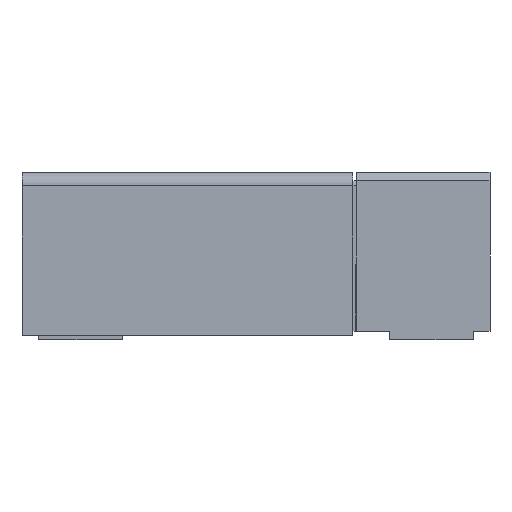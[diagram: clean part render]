
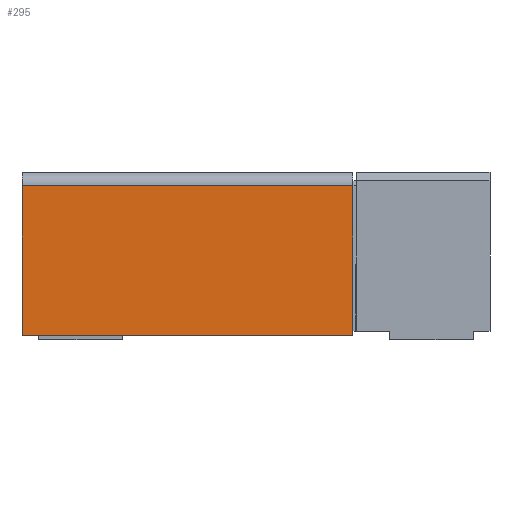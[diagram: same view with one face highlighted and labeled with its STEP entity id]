
A CAD part, left-side view. The second image highlights one B-rep face of the part: STEP entity #295.
In plain terms, the highlighted planar face has unit normal (-1, 0, 0).
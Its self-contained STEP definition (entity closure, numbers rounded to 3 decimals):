
#295 = ADVANCED_FACE( '', ( #683 ), #684, .T. );
#683 = FACE_OUTER_BOUND( '', #1191, .T. );
#684 = PLANE( '', #1192 );
#1191 = EDGE_LOOP( '', ( #2013, #2014, #2015, #2016 ) );
#1192 = AXIS2_PLACEMENT_3D( '', #2017, #2018, #2019 );
#2013 = ORIENTED_EDGE( '', *, *, #2875, .F. );
#2014 = ORIENTED_EDGE( '', *, *, #2962, .T. );
#2015 = ORIENTED_EDGE( '', *, *, #2963, .F. );
#2016 = ORIENTED_EDGE( '', *, *, #2851, .F. );
#2017 = CARTESIAN_POINT( '', ( -6., 10.5, 15.13 ) );
#2018 = DIRECTION( '', ( -1., 0., 0. ) );
#2019 = DIRECTION( '', ( 0., 0., -1. ) );
#2851 = EDGE_CURVE( '', #3414, #3416, #3417, .T. );
#2875 = EDGE_CURVE( '', #3448, #3414, #3450, .T. );
#2962 = EDGE_CURVE( '', #3448, #3581, #3582, .T. );
#2963 = EDGE_CURVE( '', #3416, #3581, #3583, .T. );
#3414 = VERTEX_POINT( '', #4187 );
#3416 = VERTEX_POINT( '', #4190 );
#3417 = LINE( '', #4191, #4192 );
#3448 = VERTEX_POINT( '', #4235 );
#3450 = LINE( '', #4237, #4238 );
#3581 = VERTEX_POINT( '', #4460 );
#3582 = LINE( '', #4461, #4462 );
#3583 = LINE( '', #4463, #4464 );
#4187 = CARTESIAN_POINT( '', ( -6., -5.8, 0.25 ) );
#4190 = CARTESIAN_POINT( '', ( -6., 14., 0.25 ) );
#4191 = CARTESIAN_POINT( '', ( -6., -5.8, 0.25 ) );
#4192 = VECTOR( '', #4978, 1000. );
#4235 = CARTESIAN_POINT( '', ( -6., -5.8, 9.2 ) );
#4237 = CARTESIAN_POINT( '', ( -6., -5.8, 30.01 ) );
#4238 = VECTOR( '', #5015, 1000. );
#4460 = CARTESIAN_POINT( '', ( -6., 14., 9.2 ) );
#4461 = CARTESIAN_POINT( '', ( -6., -5.8, 9.2 ) );
#4462 = VECTOR( '', #5117, 1000. );
#4463 = CARTESIAN_POINT( '', ( -6., 14., 11.13 ) );
#4464 = VECTOR( '', #5118, 1000. );
#4978 = DIRECTION( '', ( 0., 1., 0. ) );
#5015 = DIRECTION( '', ( 0., 0., -1. ) );
#5117 = DIRECTION( '', ( 0., 1., 0. ) );
#5118 = DIRECTION( '', ( 0., 0., 1. ) );
